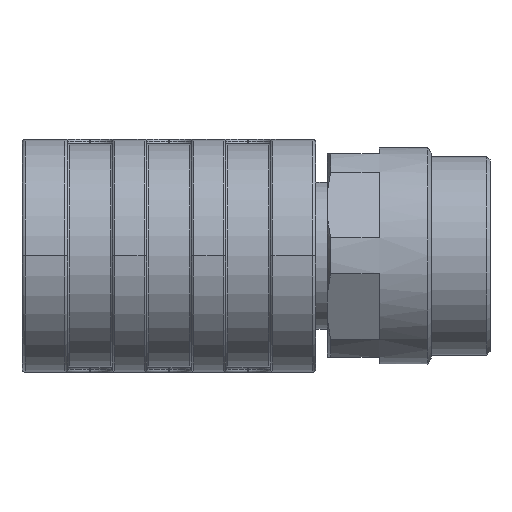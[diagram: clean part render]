
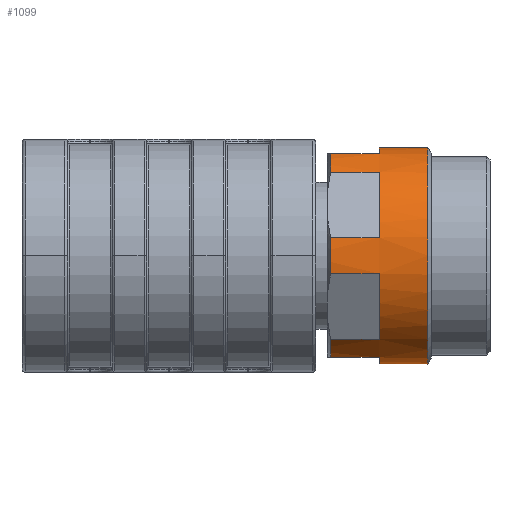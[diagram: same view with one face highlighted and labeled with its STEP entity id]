
A CAD part, front view. The second image highlights one B-rep face of the part: STEP entity #1099.
In plain terms, the highlighted cylindrical face has radius 4.8 mm (diameter 9.6 mm), a full revolution.
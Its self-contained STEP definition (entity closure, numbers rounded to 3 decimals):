
#700=CYLINDRICAL_SURFACE('',#7363,4.8);
#1099=ADVANCED_FACE('',(#1505,#1506),#700,.T.);
#1505=FACE_BOUND('',#1837,.T.);
#1506=FACE_BOUND('',#1838,.T.);
#1837=EDGE_LOOP('',(#3759));
#1838=EDGE_LOOP('',(#3760,#3761,#3762,#3763,#3764,#3765,#3766,#3767,#3768,
#3769,#3770,#3771,#3772,#3773,#3774,#3775,#3776,#3777,#3778,#3779,#3780,
#3781,#3782,#3783));
#2289=LINE('',#11126,#2657);
#2290=LINE('',#11127,#2658);
#2292=LINE('',#11130,#2660);
#2294=LINE('',#11134,#2662);
#2296=LINE('',#11139,#2664);
#2298=LINE('',#11143,#2666);
#2300=LINE('',#11148,#2668);
#2302=LINE('',#11152,#2670);
#2304=LINE('',#11157,#2672);
#2306=LINE('',#11161,#2674);
#2308=LINE('',#11166,#2676);
#2310=LINE('',#11170,#2678);
#2657=VECTOR('',#8839,1.);
#2658=VECTOR('',#8840,1.);
#2660=VECTOR('',#8844,1.);
#2662=VECTOR('',#8846,1.);
#2664=VECTOR('',#8854,1.);
#2666=VECTOR('',#8856,1.);
#2668=VECTOR('',#8864,1.);
#2670=VECTOR('',#8866,1.);
#2672=VECTOR('',#8874,1.);
#2674=VECTOR('',#8876,1.);
#2676=VECTOR('',#8884,1.);
#2678=VECTOR('',#8886,1.);
#3759=ORIENTED_EDGE('',*,*,#5827,.T.);
#3760=ORIENTED_EDGE('',*,*,#5859,.F.);
#3761=ORIENTED_EDGE('',*,*,#5852,.T.);
#3762=ORIENTED_EDGE('',*,*,#5864,.F.);
#3763=ORIENTED_EDGE('',*,*,#5865,.T.);
#3764=ORIENTED_EDGE('',*,*,#5862,.F.);
#3765=ORIENTED_EDGE('',*,*,#5840,.T.);
#3766=ORIENTED_EDGE('',*,*,#5869,.F.);
#3767=ORIENTED_EDGE('',*,*,#5870,.T.);
#3768=ORIENTED_EDGE('',*,*,#5867,.F.);
#3769=ORIENTED_EDGE('',*,*,#5844,.T.);
#3770=ORIENTED_EDGE('',*,*,#5874,.F.);
#3771=ORIENTED_EDGE('',*,*,#5875,.T.);
#3772=ORIENTED_EDGE('',*,*,#5872,.F.);
#3773=ORIENTED_EDGE('',*,*,#5832,.T.);
#3774=ORIENTED_EDGE('',*,*,#5879,.F.);
#3775=ORIENTED_EDGE('',*,*,#5880,.T.);
#3776=ORIENTED_EDGE('',*,*,#5877,.F.);
#3777=ORIENTED_EDGE('',*,*,#5848,.T.);
#3778=ORIENTED_EDGE('',*,*,#5884,.F.);
#3779=ORIENTED_EDGE('',*,*,#5885,.T.);
#3780=ORIENTED_EDGE('',*,*,#5882,.F.);
#3781=ORIENTED_EDGE('',*,*,#5836,.T.);
#3782=ORIENTED_EDGE('',*,*,#5860,.F.);
#3783=ORIENTED_EDGE('',*,*,#5857,.T.);
#5046=VERTEX_POINT('',#11017);
#5049=VERTEX_POINT('',#11026);
#5051=VERTEX_POINT('',#11033);
#5053=VERTEX_POINT('',#11041);
#5055=VERTEX_POINT('',#11048);
#5057=VERTEX_POINT('',#11056);
#5059=VERTEX_POINT('',#11063);
#5061=VERTEX_POINT('',#11071);
#5063=VERTEX_POINT('',#11078);
#5065=VERTEX_POINT('',#11086);
#5067=VERTEX_POINT('',#11093);
#5069=VERTEX_POINT('',#11101);
#5071=VERTEX_POINT('',#11108);
#5075=VERTEX_POINT('',#11121);
#5076=VERTEX_POINT('',#11122);
#5077=VERTEX_POINT('',#11131);
#5078=VERTEX_POINT('',#11133);
#5079=VERTEX_POINT('',#11140);
#5080=VERTEX_POINT('',#11142);
#5081=VERTEX_POINT('',#11149);
#5082=VERTEX_POINT('',#11151);
#5083=VERTEX_POINT('',#11158);
#5084=VERTEX_POINT('',#11160);
#5085=VERTEX_POINT('',#11167);
#5086=VERTEX_POINT('',#11169);
#5827=EDGE_CURVE('',#5046,#5046,#6635,.T.);
#5832=EDGE_CURVE('',#5049,#5051,#6638,.T.);
#5836=EDGE_CURVE('',#5053,#5055,#6640,.T.);
#5840=EDGE_CURVE('',#5057,#5059,#6642,.T.);
#5844=EDGE_CURVE('',#5061,#5063,#6644,.T.);
#5848=EDGE_CURVE('',#5065,#5067,#6646,.T.);
#5852=EDGE_CURVE('',#5069,#5071,#6648,.T.);
#5857=EDGE_CURVE('',#5076,#5075,#6652,.T.);
#5859=EDGE_CURVE('',#5069,#5075,#2289,.T.);
#5860=EDGE_CURVE('',#5076,#5055,#2290,.T.);
#5862=EDGE_CURVE('',#5057,#5077,#2292,.T.);
#5864=EDGE_CURVE('',#5078,#5071,#2294,.T.);
#5865=EDGE_CURVE('',#5078,#5077,#6653,.T.);
#5867=EDGE_CURVE('',#5061,#5079,#2296,.T.);
#5869=EDGE_CURVE('',#5080,#5059,#2298,.T.);
#5870=EDGE_CURVE('',#5080,#5079,#6654,.T.);
#5872=EDGE_CURVE('',#5049,#5081,#2300,.T.);
#5874=EDGE_CURVE('',#5082,#5063,#2302,.T.);
#5875=EDGE_CURVE('',#5082,#5081,#6655,.T.);
#5877=EDGE_CURVE('',#5065,#5083,#2304,.T.);
#5879=EDGE_CURVE('',#5084,#5051,#2306,.T.);
#5880=EDGE_CURVE('',#5084,#5083,#6656,.T.);
#5882=EDGE_CURVE('',#5053,#5085,#2308,.T.);
#5884=EDGE_CURVE('',#5086,#5067,#2310,.T.);
#5885=EDGE_CURVE('',#5086,#5085,#6657,.T.);
#6635=CIRCLE('',#7311,4.8);
#6638=CIRCLE('',#7315,4.8);
#6640=CIRCLE('',#7318,4.8);
#6642=CIRCLE('',#7321,4.8);
#6644=CIRCLE('',#7324,4.8);
#6646=CIRCLE('',#7327,4.8);
#6648=CIRCLE('',#7330,4.8);
#6652=CIRCLE('',#7338,4.8);
#6653=CIRCLE('',#7342,4.8);
#6654=CIRCLE('',#7345,4.8);
#6655=CIRCLE('',#7348,4.8);
#6656=CIRCLE('',#7351,4.8);
#6657=CIRCLE('',#7354,4.8);
#7311=AXIS2_PLACEMENT_3D('',#11016,#8779,#8780);
#7315=AXIS2_PLACEMENT_3D('',#11034,#8787,#8788);
#7318=AXIS2_PLACEMENT_3D('',#11049,#8793,#8794);
#7321=AXIS2_PLACEMENT_3D('',#11064,#8799,#8800);
#7324=AXIS2_PLACEMENT_3D('',#11079,#8805,#8806);
#7327=AXIS2_PLACEMENT_3D('',#11094,#8811,#8812);
#7330=AXIS2_PLACEMENT_3D('',#11109,#8817,#8818);
#7338=AXIS2_PLACEMENT_3D('',#11123,#8834,#8835);
#7342=AXIS2_PLACEMENT_3D('',#11136,#8849,#8850);
#7345=AXIS2_PLACEMENT_3D('',#11145,#8859,#8860);
#7348=AXIS2_PLACEMENT_3D('',#11154,#8869,#8870);
#7351=AXIS2_PLACEMENT_3D('',#11163,#8879,#8880);
#7354=AXIS2_PLACEMENT_3D('',#11172,#8889,#8890);
#7363=AXIS2_PLACEMENT_3D('',#11206,#8907,#8908);
#8779=DIRECTION('',(-1.,0.,0.));
#8780=DIRECTION('',(0.,0.,1.));
#8787=DIRECTION('',(1.,0.,0.));
#8788=DIRECTION('',(0.,0.,1.));
#8793=DIRECTION('',(1.,0.,0.));
#8794=DIRECTION('',(0.,0.,1.));
#8799=DIRECTION('',(1.,0.,0.));
#8800=DIRECTION('',(0.,0.,1.));
#8805=DIRECTION('',(1.,0.,0.));
#8806=DIRECTION('',(0.,0.,1.));
#8811=DIRECTION('',(1.,0.,0.));
#8812=DIRECTION('',(0.,0.,1.));
#8817=DIRECTION('',(1.,0.,0.));
#8818=DIRECTION('',(0.,0.,1.));
#8834=DIRECTION('',(1.,0.,0.));
#8835=DIRECTION('',(0.,0.,1.));
#8839=DIRECTION('',(1.,0.,0.));
#8840=DIRECTION('',(-1.,0.,0.));
#8844=DIRECTION('',(1.,0.,0.));
#8846=DIRECTION('',(-1.,0.,0.));
#8849=DIRECTION('',(1.,0.,0.));
#8850=DIRECTION('',(0.,0.,1.));
#8854=DIRECTION('',(1.,0.,0.));
#8856=DIRECTION('',(-1.,0.,0.));
#8859=DIRECTION('',(1.,0.,0.));
#8860=DIRECTION('',(0.,0.,1.));
#8864=DIRECTION('',(1.,0.,0.));
#8866=DIRECTION('',(-1.,0.,0.));
#8869=DIRECTION('',(1.,0.,0.));
#8870=DIRECTION('',(0.,0.,1.));
#8874=DIRECTION('',(1.,0.,0.));
#8876=DIRECTION('',(-1.,0.,0.));
#8879=DIRECTION('',(1.,0.,0.));
#8880=DIRECTION('',(0.,0.,1.));
#8884=DIRECTION('',(1.,0.,0.));
#8886=DIRECTION('',(-1.,0.,0.));
#8889=DIRECTION('',(1.,0.,0.));
#8890=DIRECTION('',(0.,0.,1.));
#8907=DIRECTION('',(1.,0.,0.));
#8908=DIRECTION('',(0.,0.,1.));
#11016=CARTESIAN_POINT('',(60.252,1.39,48.61));
#11017=CARTESIAN_POINT('',(60.252,1.39,53.41));
#11026=CARTESIAN_POINT('',(55.952,4.452,52.307));
#11033=CARTESIAN_POINT('',(55.952,3.06,53.11));
#11034=CARTESIAN_POINT('',(55.952,1.39,48.61));
#11041=CARTESIAN_POINT('',(55.952,-3.343,49.414));
#11048=CARTESIAN_POINT('',(55.952,-3.343,47.807));
#11049=CARTESIAN_POINT('',(55.952,1.39,48.61));
#11056=CARTESIAN_POINT('',(55.952,3.06,44.11));
#11063=CARTESIAN_POINT('',(55.952,4.452,44.914));
#11064=CARTESIAN_POINT('',(55.952,1.39,48.61));
#11071=CARTESIAN_POINT('',(55.952,6.122,47.807));
#11078=CARTESIAN_POINT('',(55.952,6.122,49.414));
#11079=CARTESIAN_POINT('',(55.952,1.39,48.61));
#11086=CARTESIAN_POINT('',(55.952,-0.281,53.11));
#11093=CARTESIAN_POINT('',(55.952,-1.672,52.307));
#11094=CARTESIAN_POINT('',(55.952,1.39,48.61));
#11101=CARTESIAN_POINT('',(55.952,-1.672,44.914));
#11108=CARTESIAN_POINT('',(55.952,-0.281,44.11));
#11109=CARTESIAN_POINT('',(55.952,1.39,48.61));
#11121=CARTESIAN_POINT('',(58.102,-1.672,44.914));
#11122=CARTESIAN_POINT('',(58.102,-3.343,47.807));
#11123=CARTESIAN_POINT('',(58.102,1.39,48.61));
#11126=CARTESIAN_POINT('',(87.802,-1.672,44.914));
#11127=CARTESIAN_POINT('',(87.802,-3.343,47.807));
#11130=CARTESIAN_POINT('',(87.802,3.06,44.11));
#11131=CARTESIAN_POINT('',(58.102,3.06,44.11));
#11133=CARTESIAN_POINT('',(58.102,-0.281,44.11));
#11134=CARTESIAN_POINT('',(87.802,-0.281,44.11));
#11136=CARTESIAN_POINT('',(58.102,1.39,48.61));
#11139=CARTESIAN_POINT('',(87.802,6.122,47.807));
#11140=CARTESIAN_POINT('',(58.102,6.122,47.807));
#11142=CARTESIAN_POINT('',(58.102,4.452,44.914));
#11143=CARTESIAN_POINT('',(87.802,4.452,44.914));
#11145=CARTESIAN_POINT('',(58.102,1.39,48.61));
#11148=CARTESIAN_POINT('',(87.802,4.452,52.307));
#11149=CARTESIAN_POINT('',(58.102,4.452,52.307));
#11151=CARTESIAN_POINT('',(58.102,6.122,49.414));
#11152=CARTESIAN_POINT('',(87.802,6.122,49.414));
#11154=CARTESIAN_POINT('',(58.102,1.39,48.61));
#11157=CARTESIAN_POINT('',(87.802,-0.281,53.11));
#11158=CARTESIAN_POINT('',(58.102,-0.281,53.11));
#11160=CARTESIAN_POINT('',(58.102,3.06,53.11));
#11161=CARTESIAN_POINT('',(87.802,3.06,53.11));
#11163=CARTESIAN_POINT('',(58.102,1.39,48.61));
#11166=CARTESIAN_POINT('',(87.802,-3.343,49.414));
#11167=CARTESIAN_POINT('',(58.102,-3.343,49.414));
#11169=CARTESIAN_POINT('',(58.102,-1.672,52.307));
#11170=CARTESIAN_POINT('',(87.802,-1.672,52.307));
#11172=CARTESIAN_POINT('',(58.102,1.39,48.61));
#11206=CARTESIAN_POINT('',(87.802,1.39,48.61));
